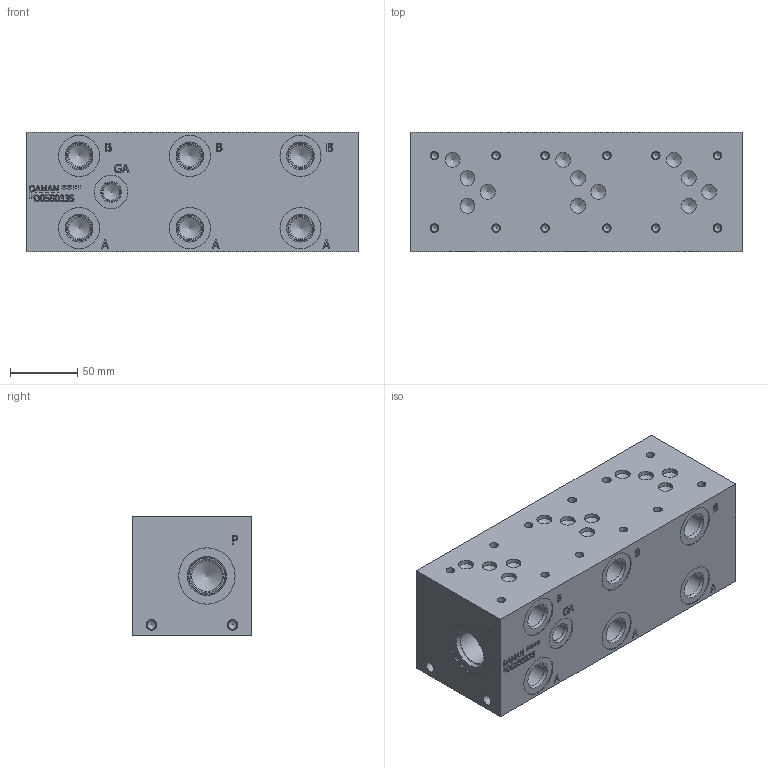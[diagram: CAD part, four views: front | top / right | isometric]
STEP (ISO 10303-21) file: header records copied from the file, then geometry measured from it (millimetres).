
FILE_DESCRIPTION(/* description */ (''),/* implementation_level */ '2;1');
FILE_NAME(/* name */ '_D05S033S.stp',/* time_stamp */ '2022-10-26T15:51:19-04:00',/* author */ ('bobbyh'),/* organization */ (''),/* preprocessor_version */ 'ST-DEVELOPER v18',/* originating_system */ 'Autodesk Inventor 2020',/* authorisation */ '');
FILE_SCHEMA (('AUTOMOTIVE_DESIGN { 1 0 10303 214 3 1 1 }'));
Length unit declared in the file: millimetre
Products named in the file (1): Part_AD05S033S.D02124R3_3D
Bounding box: 247.65 x 88.9 x 88.9 mm (x, y, z)
Volume: 1861747.9 mm3; surface area: 126160.9 mm2
Topology: 1 solids, 1 shells, 702 faces, 1927 edges, 1305 vertices
Faces by surface type: plane 360, bspline 187, cylinder 90, cone 65
Full cylindrical faces by diameter (mm): 5.105 x12, 6.35 x12, 6.528 x4, 7.925 x4, 11.125 x13, 12.294 x1, 12.9 x1, 14.275 x1, 14.529 x1, 15.875 x6, 17.501 x6, 19.05 x6, 19.253 x6, 23.012 x2, 24.917 x2, 25.019 x1, 26.99 x2, 27.432 x2, 30.632 x6, 42.037 x1
Entity records: 23684 total; most frequent: CARTESIAN_POINT 6329, ORIENTED_EDGE 3780, DIRECTION 2882, EDGE_CURVE 1890, VERTEX_POINT 1305, LINE 1182, VECTOR 1182, AXIS2_PLACEMENT_3D 850
